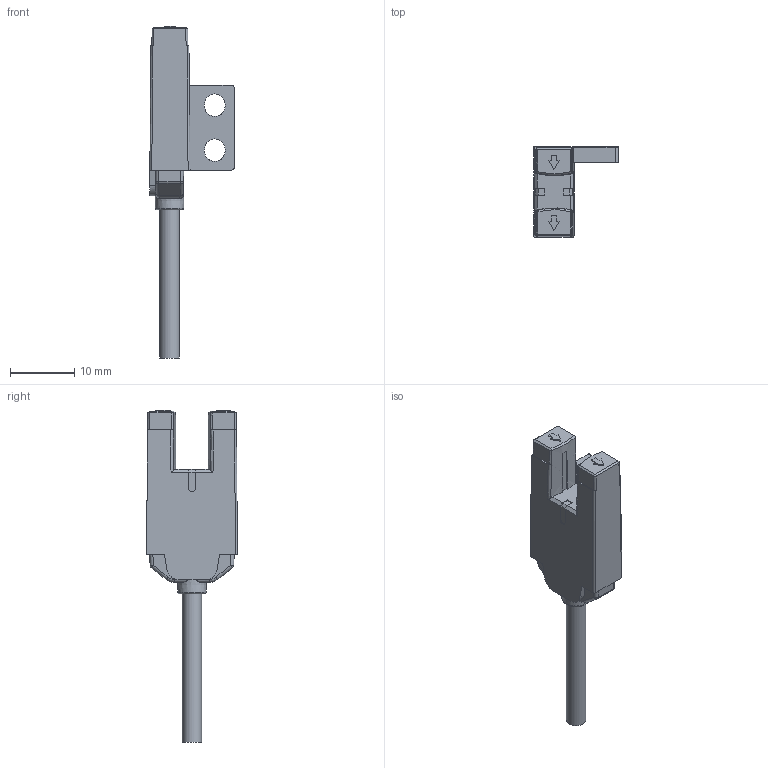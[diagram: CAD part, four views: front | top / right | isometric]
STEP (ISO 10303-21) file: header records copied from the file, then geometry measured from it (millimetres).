
FILE_DESCRIPTION(/* description */ (''),/* implementation_level */ '2;1');
FILE_NAME(/* name */ '',/* time_stamp */ '2021-06-02T10:11:38+08:00',/* author */ (''),/* organization */ (''),/* preprocessor_version */ 'ST-DEVELOPER v14',/* originating_system */ 'SIEMENS PLM Software NX 8.0',/* authorisation */ '');
FILE_SCHEMA (('AUTOMOTIVE_DESIGN { 1 0 10303 214 3 1 1 1 }'));
Length unit declared in the file: millimetre
Products named in the file (1): Admi31C484A41ry3
Bounding box: 13.17 x 14.13 x 51.59 mm (x, y, z)
Volume: 2158.9 mm3; surface area: 1685.1 mm2
Topology: 1 solids, 1 shells, 163 faces, 438 edges, 277 vertices
Faces by surface type: plane 89, cylinder 40, bspline 20, cone 7, sphere 4, extrusion 2, torus 1
Full cylindrical faces by diameter (mm): 3 x1
Entity records: 5509 total; most frequent: CARTESIAN_POINT 1525, ORIENTED_EDGE 860, DIRECTION 776, EDGE_CURVE 430, VERTEX_POINT 276, AXIS2_PLACEMENT_3D 264, VECTOR 248, LINE 246
